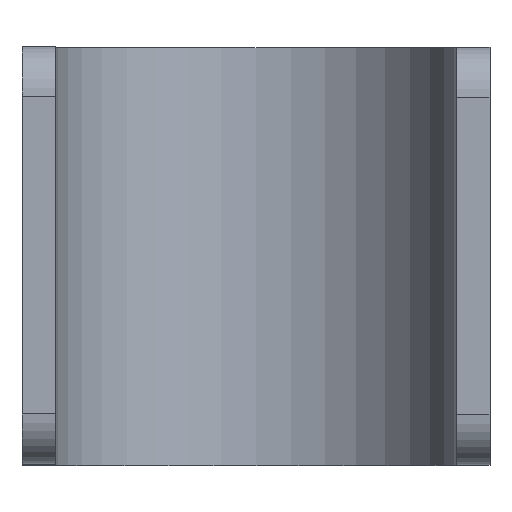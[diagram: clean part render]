
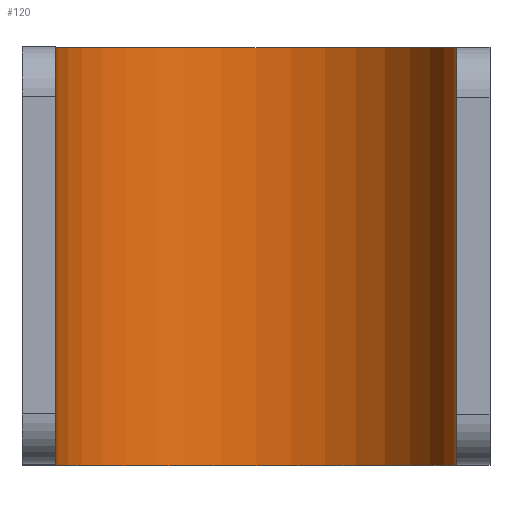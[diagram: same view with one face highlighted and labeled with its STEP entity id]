
A CAD part, top view. The second image highlights one B-rep face of the part: STEP entity #120.
In plain terms, the highlighted cylindrical face has radius 12 mm (diameter 24 mm), a partial arc.
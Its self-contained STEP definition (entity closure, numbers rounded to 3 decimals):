
#120=ADVANCED_FACE('',(#296),#298,.F.);
#296=FACE_BOUND('',#297,.T.);
#297=EDGE_LOOP('',(#416,#417,#418,#419));
#298=CYLINDRICAL_SURFACE('',#299,12.);
#299=AXIS2_PLACEMENT_3D('',#300,#301,#302);
#300=CARTESIAN_POINT('',(14.,12.5,-20.));
#301=DIRECTION('',(-0.,1.,-0.));
#302=DIRECTION('',(-1.,0.,0.));
#416=ORIENTED_EDGE('',*,*,#493,.T.);
#417=ORIENTED_EDGE('',*,*,#494,.T.);
#418=ORIENTED_EDGE('',*,*,#480,.F.);
#419=ORIENTED_EDGE('',*,*,#495,.T.);
#480=EDGE_CURVE('',#535,#537,#538,.T.);
#493=EDGE_CURVE('',#555,#556,#557,.T.);
#494=EDGE_CURVE('',#556,#537,#558,.T.);
#495=EDGE_CURVE('',#535,#555,#559,.T.);
#535=VERTEX_POINT('',#635);
#537=VERTEX_POINT('',#639);
#538=LINE('',#640,#641);
#555=VERTEX_POINT('',#687);
#556=VERTEX_POINT('',#688);
#557=LINE('',#689,#690);
#558=CIRCLE('',#692,12.);
#559=CIRCLE('',#696,12.);
#635=CARTESIAN_POINT('',(2.,-12.5,-20.));
#639=CARTESIAN_POINT('',(2.,12.5,-20.));
#640=CARTESIAN_POINT('',(2.,-12.5,-20.));
#641=VECTOR('',#642,1.);
#642=DIRECTION('',(0.,1.,0.));
#687=CARTESIAN_POINT('',(26.,-12.5,-20.));
#688=CARTESIAN_POINT('',(26.,12.5,-20.));
#689=CARTESIAN_POINT('',(26.,-12.5,-20.));
#690=VECTOR('',#691,1.);
#691=DIRECTION('',(0.,1.,0.));
#692=AXIS2_PLACEMENT_3D('',#693,#694,#695);
#693=CARTESIAN_POINT('',(14.,12.5,-20.));
#694=DIRECTION('',(0.,1.,0.));
#695=DIRECTION('',(1.,0.,0.));
#696=AXIS2_PLACEMENT_3D('',#697,#698,#699);
#697=CARTESIAN_POINT('',(14.,-12.5,-20.));
#698=DIRECTION('',(0.,-1.,0.));
#699=DIRECTION('',(-1.,0.,0.));
